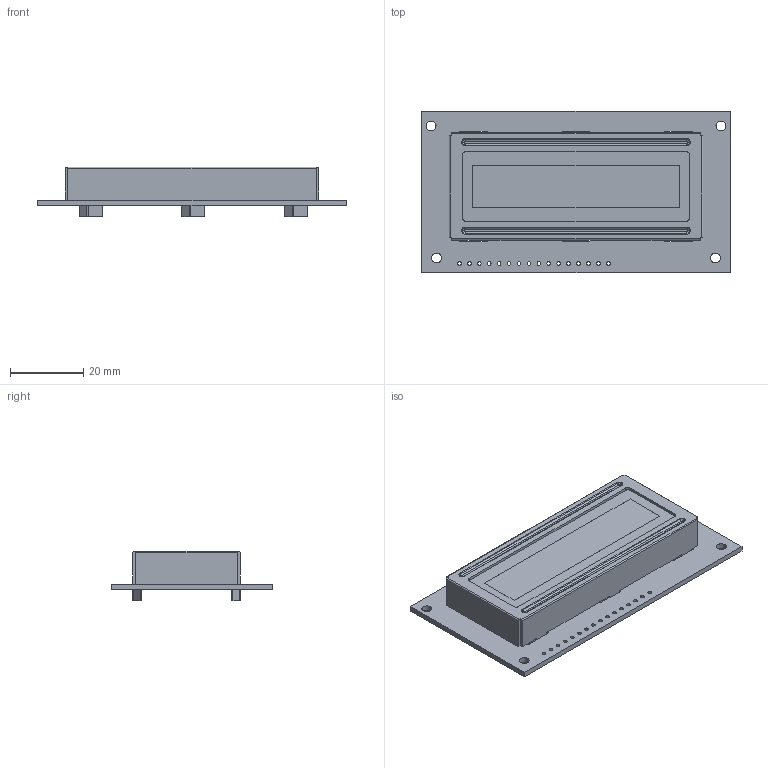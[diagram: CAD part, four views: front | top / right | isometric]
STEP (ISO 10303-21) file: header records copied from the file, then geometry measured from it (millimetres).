
FILE_DESCRIPTION (( 'STEP AP214' ), '1' );
FILE_NAME ('User Library-LCD-3.STEP', '2019-01-12T12:50:19', ( '' ), ( '' ), 'SwSTEP 2.0', 'SolidWorks 2018', '' );
FILE_SCHEMA (( 'AUTOMOTIVE_DESIGN' ));
Length unit declared in the file: millimetre
Products named in the file (1): User Library-LCD-3
Bounding box: 84 x 44 x 13.5 mm (x, y, z)
Volume: 22708.5 mm3; surface area: 10145.6 mm2
Topology: 1 solids, 1 shells, 191 faces, 542 edges, 352 vertices
Faces by surface type: plane 91, cylinder 86, torus 14
Entity records: 7240 total; most frequent: DIRECTION 1138, CARTESIAN_POINT 1086, ORIENTED_EDGE 1084, EDGE_CURVE 542, AXIS2_PLACEMENT_3D 404, VERTEX_POINT 352, VECTOR 330, LINE 330
